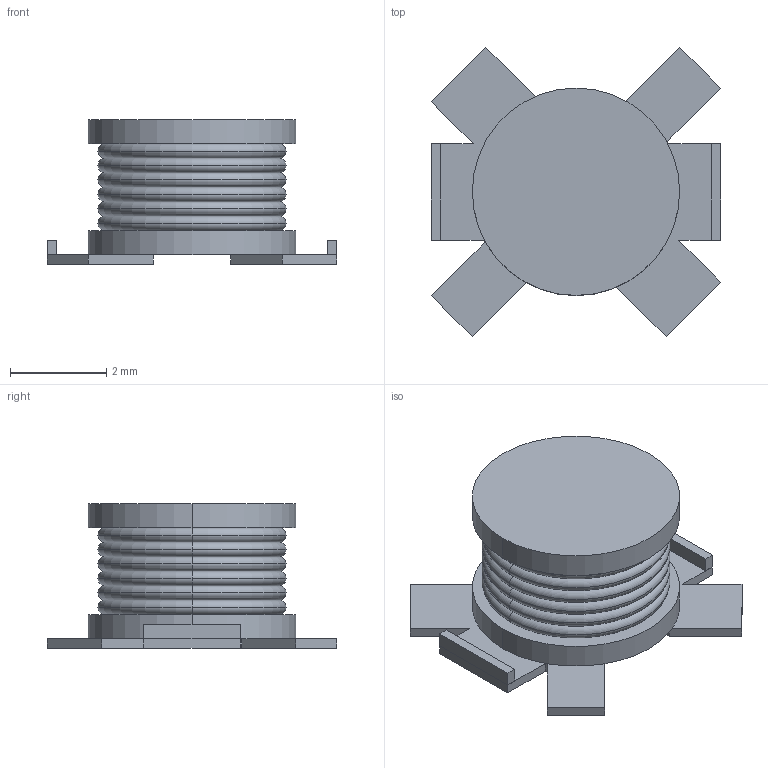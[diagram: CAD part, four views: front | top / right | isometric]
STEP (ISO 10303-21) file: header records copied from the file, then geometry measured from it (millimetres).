
FILE_DESCRIPTION((''),'2;1');
FILE_NAME('IND_EPCOS_B82462A4.stp','2010-04-26T13:56:50',(''),(''),'Mechanical Desktop 2010','Mechanical Desktop 2010',', , ');
FILE_SCHEMA(('AUTOMOTIVE_DESIGN { 1 2 10303 214 1 1 1 1 }'));
Length unit declared in the file: millimetre
Products named in the file (1): Product
Bounding box: 6 x 6 x 3 mm (x, y, z)
Volume: 23.2 mm3; surface area: 183.3 mm2
Topology: 12 solids, 12 shells, 74 faces, 162 edges, 100 vertices
Faces by surface type: plane 42, torus 24, cylinder 8
Entity records: 2090 total; most frequent: DIRECTION 376, CARTESIAN_POINT 337, ORIENTED_EDGE 324, EDGE_CURVE 162, AXIS2_PLACEMENT_3D 139, VERTEX_POINT 100, VECTOR 98, LINE 98
